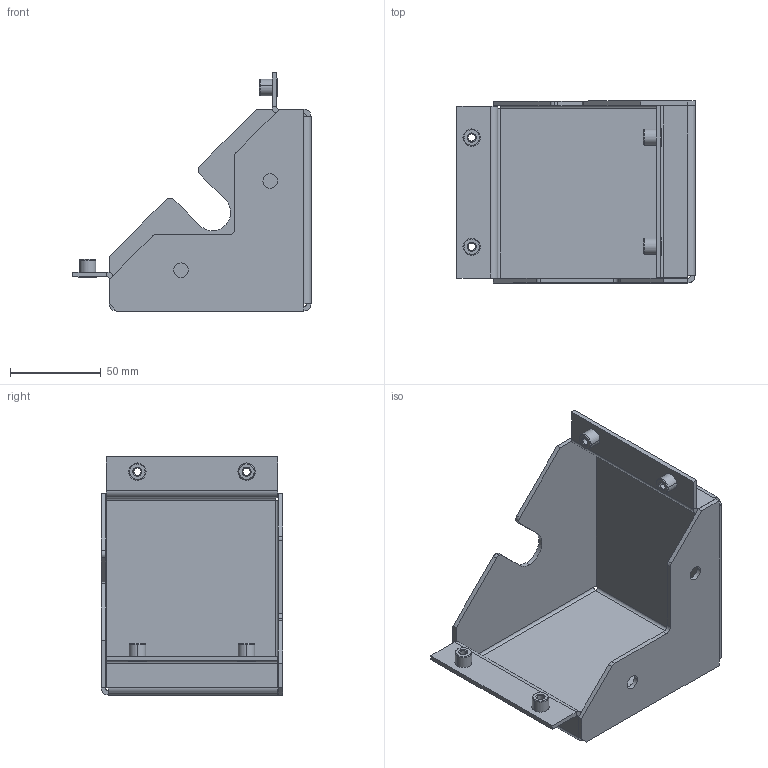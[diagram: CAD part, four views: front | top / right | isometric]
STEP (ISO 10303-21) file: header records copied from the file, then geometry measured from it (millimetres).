
FILE_DESCRIPTION (( 'STEP AP214' ), '1' );
FILE_NAME ('ÌÈ-3054.00.00.000 Óãëîâûå ñòîéêè äëÿ öîêîëÿ FORT Â100 PROxima.STEP', '2025-02-14T13:28:37', ( '' ), ( '' ), 'SwSTEP 2.0', 'SolidWorks 2021', '' );
FILE_SCHEMA (( 'AUTOMOTIVE_DESIGN' ));
Length unit declared in the file: millimetre
Products named in the file (3): ÌÈ-3054.00.00.001 Óãîëîê öîêîëÿ; Çàêëåïêà ãàå÷íàÿ Ì6; ÌÈ-3054.00.00.000 Óãëîâûå ñòîéêè äëÿ öîêîëÿ FORT Â100 PROxima
Assembly tree (5 placements, depth 2):
  ÌÈ-3054.00.00.000 Óãëîâûå ñòîéêè äëÿ öîêîëÿ FORT Â100 PROxima
    ÌÈ-3054.00.00.001 Óãîëîê öîêîëÿ
    Çàêëåïêà ãàå÷íàÿ Ì6  x4
Bounding box: 131 x 100 x 131 mm (x, y, z)
Volume: 107630.6 mm3; surface area: 90216 mm2
Topology: 5 solids, 5 shells, 204 faces, 446 edges, 260 vertices
Faces by surface type: plane 82, cylinder 74, cone 32, torus 16
Entity records: 3658 total; most frequent: DIRECTION 660, CARTESIAN_POINT 594, ORIENTED_EDGE 580, EDGE_CURVE 290, AXIS2_PLACEMENT_3D 236, VECTOR 188, LINE 188, VERTEX_POINT 170
